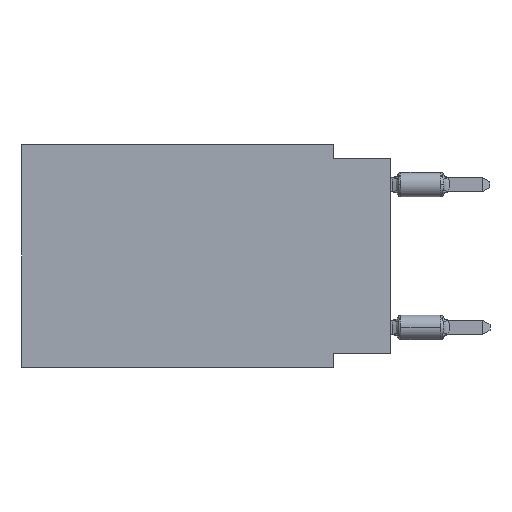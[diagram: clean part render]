
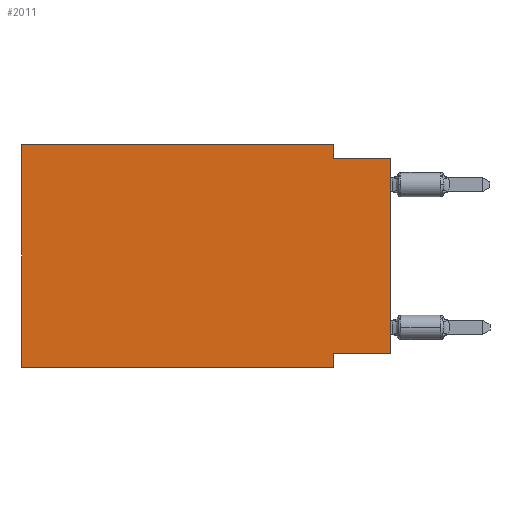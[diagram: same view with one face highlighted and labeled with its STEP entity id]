
A CAD part, left-side view. The second image highlights one B-rep face of the part: STEP entity #2011.
In plain terms, the highlighted planar face has unit normal (-1, 0, 0).
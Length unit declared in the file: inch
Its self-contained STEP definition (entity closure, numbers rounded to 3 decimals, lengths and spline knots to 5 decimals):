
#15 = AXIS2_PLACEMENT_3D ( 'NONE', #11980, #14447, #11754 ) ;
#295 = CARTESIAN_POINT ( 'NONE',  ( 0., 0.1, -0.365 ) ) ;
#439 = EDGE_CURVE ( 'NONE', #10005, #9004, #10725, .T. ) ;
#701 = EDGE_CURVE ( 'NONE', #14413, #3957, #9044, .T. ) ;
#1634 = CARTESIAN_POINT ( 'NONE',  ( 0., 0.645, 0. ) ) ;
#1647 = ORIENTED_EDGE ( 'NONE', *, *, #701, .F. ) ;
#1655 = DIRECTION ( 'NONE',  ( 0., -1., 0. ) ) ;
#1843 = DIRECTION ( 'NONE',  ( 0., 1., 0. ) ) ;
#1933 = DIRECTION ( 'NONE',  ( 0., 0., -1. ) ) ;
#2011 = ADVANCED_FACE ( 'NONE', ( #4779 ), #9661, .F. ) ;
#2363 = LINE ( 'NONE', #12113, #7676 ) ;
#2367 = CARTESIAN_POINT ( 'NONE',  ( 0., 0.645, -0.39 ) ) ;
#2599 = CARTESIAN_POINT ( 'NONE',  ( 0., 0.1, -0.39 ) ) ;
#2746 = EDGE_CURVE ( 'NONE', #15173, #10005, #2879, .T. ) ;
#2847 = EDGE_CURVE ( 'NONE', #5034, #14413, #8131, .T. ) ;
#2879 = LINE ( 'NONE', #7753, #6586 ) ;
#2904 = DIRECTION ( 'NONE',  ( 0., 0., 1. ) ) ;
#3063 = LINE ( 'NONE', #12599, #10451 ) ;
#3444 = DIRECTION ( 'NONE',  ( 0., -1., 0. ) ) ;
#3673 = EDGE_CURVE ( 'NONE', #10882, #3957, #3063, .T. ) ;
#3957 = VERTEX_POINT ( 'NONE', #2599 ) ;
#4738 = CARTESIAN_POINT ( 'NONE',  ( 0., 0., -0.365 ) ) ;
#4779 = FACE_OUTER_BOUND ( 'NONE', #4962, .T. ) ;
#4879 = ORIENTED_EDGE ( 'NONE', *, *, #2746, .F. ) ;
#4962 = EDGE_LOOP ( 'NONE', ( #9455, #6196, #4879, #8157, #11782, #6516, #1647, #10762 ) ) ;
#5034 = VERTEX_POINT ( 'NONE', #4738 ) ;
#5537 = LINE ( 'NONE', #7662, #10079 ) ;
#6134 = EDGE_CURVE ( 'NONE', #12996, #15173, #5537, .T. ) ;
#6187 = VECTOR ( 'NONE', #3444, 39.37008 ) ;
#6196 = ORIENTED_EDGE ( 'NONE', *, *, #439, .F. ) ;
#6516 = ORIENTED_EDGE ( 'NONE', *, *, #3673, .T. ) ;
#6586 = VECTOR ( 'NONE', #11420, 39.37008 ) ;
#6938 = CARTESIAN_POINT ( 'NONE',  ( 0., 0., -0.365 ) ) ;
#7619 = LINE ( 'NONE', #1634, #8672 ) ;
#7662 = CARTESIAN_POINT ( 'NONE',  ( 0., 0.645, 0. ) ) ;
#7676 = VECTOR ( 'NONE', #8664, 39.37008 ) ;
#7728 = EDGE_CURVE ( 'NONE', #10882, #12996, #7619, .T. ) ;
#7753 = CARTESIAN_POINT ( 'NONE',  ( 0., 0.1, 0. ) ) ;
#8131 = LINE ( 'NONE', #6938, #13224 ) ;
#8157 = ORIENTED_EDGE ( 'NONE', *, *, #6134, .F. ) ;
#8664 = DIRECTION ( 'NONE',  ( 0., 0., 1. ) ) ;
#8672 = VECTOR ( 'NONE', #2904, 39.37008 ) ;
#8722 = EDGE_CURVE ( 'NONE', #5034, #9004, #2363, .T. ) ;
#9004 = VERTEX_POINT ( 'NONE', #9294 ) ;
#9044 = LINE ( 'NONE', #10389, #11239 ) ;
#9294 = CARTESIAN_POINT ( 'NONE',  ( 0., 0., -0.025 ) ) ;
#9455 = ORIENTED_EDGE ( 'NONE', *, *, #8722, .T. ) ;
#9661 = PLANE ( 'NONE',  #15 ) ;
#10005 = VERTEX_POINT ( 'NONE', #10766 ) ;
#10072 = CARTESIAN_POINT ( 'NONE',  ( 0., 0.1, 0. ) ) ;
#10079 = VECTOR ( 'NONE', #10424, 39.37008 ) ;
#10389 = CARTESIAN_POINT ( 'NONE',  ( 0., 0.1, -0.39 ) ) ;
#10424 = DIRECTION ( 'NONE',  ( 0., -1., 0. ) ) ;
#10451 = VECTOR ( 'NONE', #1655, 39.37008 ) ;
#10725 = LINE ( 'NONE', #11995, #6187 ) ;
#10762 = ORIENTED_EDGE ( 'NONE', *, *, #2847, .F. ) ;
#10766 = CARTESIAN_POINT ( 'NONE',  ( 0., 0.1, -0.025 ) ) ;
#10882 = VERTEX_POINT ( 'NONE', #2367 ) ;
#11239 = VECTOR ( 'NONE', #1933, 39.37008 ) ;
#11420 = DIRECTION ( 'NONE',  ( 0., 0., -1. ) ) ;
#11754 = DIRECTION ( 'NONE',  ( 0., 0., -1. ) ) ;
#11782 = ORIENTED_EDGE ( 'NONE', *, *, #7728, .F. ) ;
#11980 = CARTESIAN_POINT ( 'NONE',  ( 0., 0.645, 0. ) ) ;
#11995 = CARTESIAN_POINT ( 'NONE',  ( 0., 0., -0.025 ) ) ;
#12113 = CARTESIAN_POINT ( 'NONE',  ( 0., 0., 0. ) ) ;
#12599 = CARTESIAN_POINT ( 'NONE',  ( 0., 0.645, -0.39 ) ) ;
#12975 = CARTESIAN_POINT ( 'NONE',  ( 0., 0.645, 0. ) ) ;
#12996 = VERTEX_POINT ( 'NONE', #12975 ) ;
#13224 = VECTOR ( 'NONE', #1843, 39.37008 ) ;
#14413 = VERTEX_POINT ( 'NONE', #295 ) ;
#14447 = DIRECTION ( 'NONE',  ( 1., 0., 0. ) ) ;
#15173 = VERTEX_POINT ( 'NONE', #10072 ) ;
